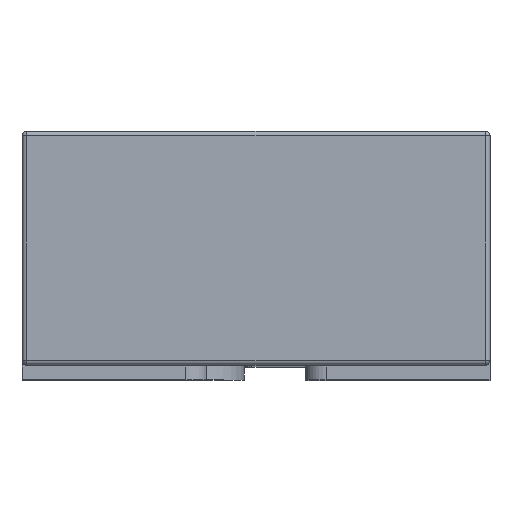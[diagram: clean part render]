
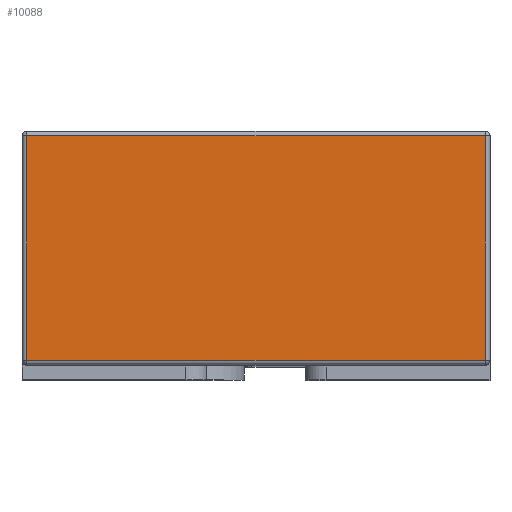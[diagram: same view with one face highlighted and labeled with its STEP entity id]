
A CAD part, top view. The second image highlights one B-rep face of the part: STEP entity #10088.
In plain terms, the highlighted planar face has unit normal (0, 0, 1).
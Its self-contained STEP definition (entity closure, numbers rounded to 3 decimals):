
#177 = LINE ( 'NONE', #10148, #1967 ) ;
#338 = EDGE_CURVE ( 'NONE', #1478, #4495, #9689, .T. ) ;
#515 = AXIS2_PLACEMENT_3D ( 'NONE', #2239, #8315, #3106 ) ;
#1375 = LINE ( 'NONE', #3469, #5988 ) ;
#1478 = VERTEX_POINT ( 'NONE', #9137 ) ;
#1528 = EDGE_LOOP ( 'NONE', ( #5164, #3743, #4788, #9790 ) ) ;
#1967 = VECTOR ( 'NONE', #9309, 1000. ) ;
#2059 = CARTESIAN_POINT ( 'NONE',  ( 0.49, -0.5, 1.25 ) ) ;
#2186 = VERTEX_POINT ( 'NONE', #8756 ) ;
#2239 = CARTESIAN_POINT ( 'NONE',  ( -0.5, -0.5, 1.25 ) ) ;
#3024 = PLANE ( 'NONE',  #515 ) ;
#3041 = VECTOR ( 'NONE', #4232, 1000. ) ;
#3106 = DIRECTION ( 'NONE',  ( 1., 0., 0. ) ) ;
#3117 = FACE_OUTER_BOUND ( 'NONE', #1528, .T. ) ;
#3469 = CARTESIAN_POINT ( 'NONE',  ( -0.5, -0.01, 1.25 ) ) ;
#3656 = VECTOR ( 'NONE', #6102, 1000. ) ;
#3743 = ORIENTED_EDGE ( 'NONE', *, *, #9360, .T. ) ;
#3839 = CARTESIAN_POINT ( 'NONE',  ( -0.49, -0.01, 1.25 ) ) ;
#4042 = VERTEX_POINT ( 'NONE', #3839 ) ;
#4232 = DIRECTION ( 'NONE',  ( 0., 1., 0. ) ) ;
#4495 = VERTEX_POINT ( 'NONE', #6377 ) ;
#4788 = ORIENTED_EDGE ( 'NONE', *, *, #9387, .T. ) ;
#5164 = ORIENTED_EDGE ( 'NONE', *, *, #338, .T. ) ;
#5194 = CARTESIAN_POINT ( 'NONE',  ( -0.49, -0.5, 1.25 ) ) ;
#5988 = VECTOR ( 'NONE', #9541, 1000. ) ;
#6102 = DIRECTION ( 'NONE',  ( 0., -1., 0. ) ) ;
#6377 = CARTESIAN_POINT ( 'NONE',  ( 0.49, -0.01, 1.25 ) ) ;
#7287 = EDGE_CURVE ( 'NONE', #2186, #1478, #177, .T. ) ;
#8315 = DIRECTION ( 'NONE',  ( 0., 0., 1. ) ) ;
#8756 = CARTESIAN_POINT ( 'NONE',  ( -0.49, -0.49, 1.25 ) ) ;
#9137 = CARTESIAN_POINT ( 'NONE',  ( 0.49, -0.49, 1.25 ) ) ;
#9309 = DIRECTION ( 'NONE',  ( 1., 0., 0. ) ) ;
#9360 = EDGE_CURVE ( 'NONE', #4495, #4042, #1375, .T. ) ;
#9387 = EDGE_CURVE ( 'NONE', #4042, #2186, #10336, .T. ) ;
#9541 = DIRECTION ( 'NONE',  ( -1., 0., 0. ) ) ;
#9689 = LINE ( 'NONE', #2059, #3041 ) ;
#9790 = ORIENTED_EDGE ( 'NONE', *, *, #7287, .T. ) ;
#10088 = ADVANCED_FACE ( 'NONE', ( #3117 ), #3024, .T. ) ;
#10148 = CARTESIAN_POINT ( 'NONE',  ( -0.5, -0.49, 1.25 ) ) ;
#10336 = LINE ( 'NONE', #5194, #3656 ) ;
